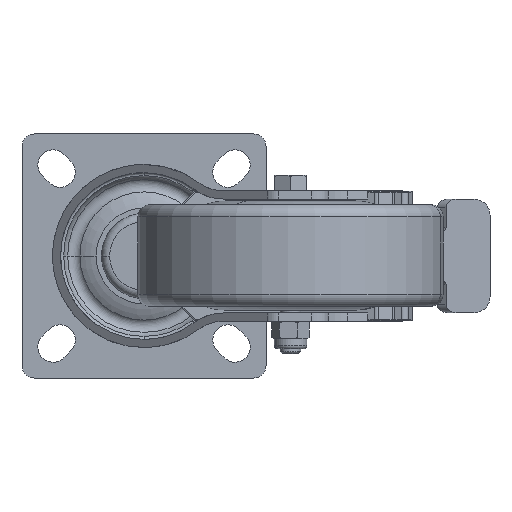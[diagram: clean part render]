
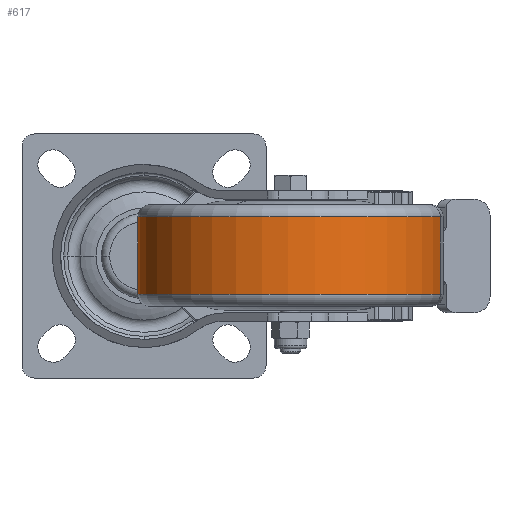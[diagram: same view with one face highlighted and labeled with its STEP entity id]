
A CAD part, front view. The second image highlights one B-rep face of the part: STEP entity #617.
In plain terms, the highlighted cylindrical face has radius 37.5 mm (diameter 75 mm), a partial arc.
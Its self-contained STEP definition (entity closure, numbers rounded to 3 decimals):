
#110 = ORIENTED_EDGE ( 'NONE', *, *, #13210, .F. ) ;
#206 = VECTOR ( 'NONE', #3771, 1000. ) ;
#215 = ORIENTED_EDGE ( 'NONE', *, *, #11752, .T. ) ;
#617 = ADVANCED_FACE ( 'NONE', ( #4489 ), #3773, .T. ) ;
#707 = CARTESIAN_POINT ( 'NONE',  ( 36., -54., 9.611 ) ) ;
#786 = VERTEX_POINT ( 'NONE', #12360 ) ;
#2761 = DIRECTION ( 'NONE',  ( 0., 0., 1. ) ) ;
#2940 = LINE ( 'NONE', #7238, #206 ) ;
#3000 = DIRECTION ( 'NONE',  ( -0.982, 0.188, 0. ) ) ;
#3771 = DIRECTION ( 'NONE',  ( 0., 0., -1. ) ) ;
#3773 = CYLINDRICAL_SURFACE ( 'NONE', #13434, 37.5 ) ;
#4358 = VERTEX_POINT ( 'NONE', #11182 ) ;
#4489 = FACE_OUTER_BOUND ( 'NONE', #13125, .T. ) ;
#4514 = CARTESIAN_POINT ( 'NONE',  ( -0.834, -46.962, -9.889 ) ) ;
#4566 = LINE ( 'NONE', #4514, #6722 ) ;
#5437 = CARTESIAN_POINT ( 'NONE',  ( 72.834, -61.038, -9.389 ) ) ;
#6072 = DIRECTION ( 'NONE',  ( 0.982, -0.188, 0. ) ) ;
#6603 = VERTEX_POINT ( 'NONE', #14374 ) ;
#6695 = ORIENTED_EDGE ( 'NONE', *, *, #13240, .T. ) ;
#6722 = VECTOR ( 'NONE', #6882, 1000. ) ;
#6882 = DIRECTION ( 'NONE',  ( 0., 0., -1. ) ) ;
#7112 = AXIS2_PLACEMENT_3D ( 'NONE', #14127, #2761, #6072 ) ;
#7238 = CARTESIAN_POINT ( 'NONE',  ( 72.834, -61.038, -9.889 ) ) ;
#7521 = DIRECTION ( 'NONE',  ( -0.982, 0.188, 0. ) ) ;
#7523 = DIRECTION ( 'NONE',  ( 0., 0., -1. ) ) ;
#9312 = VERTEX_POINT ( 'NONE', #5437 ) ;
#9424 = CIRCLE ( 'NONE', #7112, 37.5 ) ;
#9789 = CARTESIAN_POINT ( 'NONE',  ( 36., -54., -9.889 ) ) ;
#10403 = AXIS2_PLACEMENT_3D ( 'NONE', #707, #7523, #3000 ) ;
#10963 = DIRECTION ( 'NONE',  ( 0., 0., -1. ) ) ;
#11182 = CARTESIAN_POINT ( 'NONE',  ( 72.834, -61.038, 9.611 ) ) ;
#11320 = ORIENTED_EDGE ( 'NONE', *, *, #12840, .T. ) ;
#11752 = EDGE_CURVE ( 'NONE', #4358, #6603, #14206, .T. ) ;
#12360 = CARTESIAN_POINT ( 'NONE',  ( -0.834, -46.962, -9.389 ) ) ;
#12840 = EDGE_CURVE ( 'NONE', #6603, #786, #4566, .T. ) ;
#13125 = EDGE_LOOP ( 'NONE', ( #110, #215, #11320, #6695 ) ) ;
#13210 = EDGE_CURVE ( 'NONE', #4358, #9312, #2940, .T. ) ;
#13240 = EDGE_CURVE ( 'NONE', #786, #9312, #9424, .T. ) ;
#13434 = AXIS2_PLACEMENT_3D ( 'NONE', #9789, #10963, #7521 ) ;
#14127 = CARTESIAN_POINT ( 'NONE',  ( 36., -54., -9.389 ) ) ;
#14206 = CIRCLE ( 'NONE', #10403, 37.5 ) ;
#14374 = CARTESIAN_POINT ( 'NONE',  ( -0.834, -46.962, 9.611 ) ) ;
